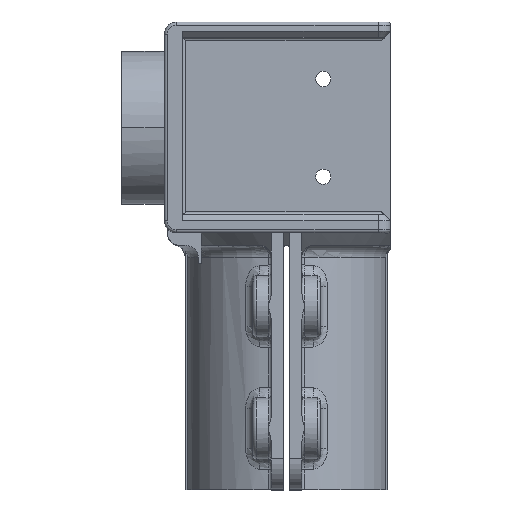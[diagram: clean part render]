
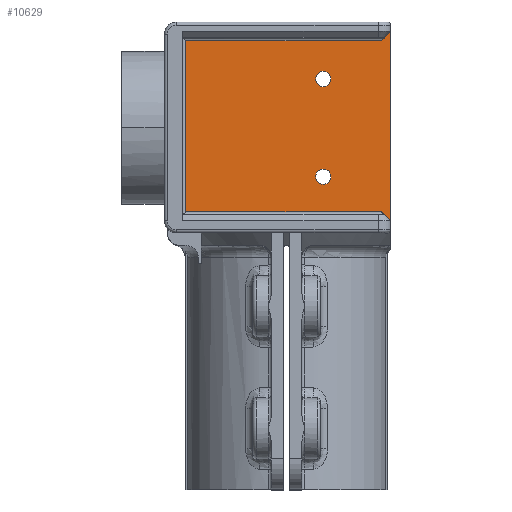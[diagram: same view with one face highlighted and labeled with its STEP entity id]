
A CAD part, top view. The second image highlights one B-rep face of the part: STEP entity #10629.
In plain terms, the highlighted planar face has unit normal (0, 0, 1).
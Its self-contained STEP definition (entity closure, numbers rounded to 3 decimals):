
#2075=DIRECTION('',(0.707,-0.707,0.));
#2076=VECTOR('',#2075,2.121);
#2077=CARTESIAN_POINT('',(15.5,0.5,-11.));
#2078=LINE('',#2077,#2076);
#3602=DIRECTION('',(-1.,0.,0.));
#3603=VECTOR('',#3602,32.);
#3604=CARTESIAN_POINT('',(15.5,28.5,-11.));
#3605=LINE('',#3604,#3603);
#3606=DIRECTION('',(0.,-1.,0.));
#3607=VECTOR('',#3606,31.);
#3608=CARTESIAN_POINT('',(17.,30.,-11.));
#3609=LINE('',#3608,#3607);
#3610=DIRECTION('',(1.,0.,0.));
#3611=VECTOR('',#3610,32.);
#3612=CARTESIAN_POINT('',(-16.5,0.5,-11.));
#3613=LINE('',#3612,#3611);
#3614=DIRECTION('',(0.,1.,0.));
#3615=VECTOR('',#3614,28.);
#3616=CARTESIAN_POINT('',(-16.5,0.5,-11.));
#3617=LINE('',#3616,#3615);
#3618=CARTESIAN_POINT('',(6.,22.25,-11.));
#3619=DIRECTION('',(0.,0.,-1.));
#3620=DIRECTION('',(-1.,0.,0.));
#3621=AXIS2_PLACEMENT_3D('',#3618,#3619,#3620);
#3623=CARTESIAN_POINT('',(6.,22.25,-11.));
#3624=DIRECTION('',(0.,0.,-1.));
#3625=DIRECTION('',(1.,0.,0.));
#3626=AXIS2_PLACEMENT_3D('',#3623,#3624,#3625);
#3628=CARTESIAN_POINT('',(6.,6.25,-11.));
#3629=DIRECTION('',(0.,0.,-1.));
#3630=DIRECTION('',(-1.,0.,0.));
#3631=AXIS2_PLACEMENT_3D('',#3628,#3629,#3630);
#3633=CARTESIAN_POINT('',(6.,6.25,-11.));
#3634=DIRECTION('',(0.,0.,-1.));
#3635=DIRECTION('',(1.,0.,0.));
#3636=AXIS2_PLACEMENT_3D('',#3633,#3634,#3635);
#3638=DIRECTION('',(-0.707,-0.707,0.));
#3639=VECTOR('',#3638,2.121);
#3640=CARTESIAN_POINT('',(17.,30.,-11.));
#3641=LINE('',#3640,#3639);
#6331=CARTESIAN_POINT('',(17.,-1.,-11.));
#6333=VERTEX_POINT('',#6331);
#6345=CARTESIAN_POINT('',(17.,30.,-11.));
#6347=VERTEX_POINT('',#6345);
#6358=CARTESIAN_POINT('',(15.5,28.5,-11.));
#6359=CARTESIAN_POINT('',(-16.5,28.5,-11.));
#6360=VERTEX_POINT('',#6358);
#6361=VERTEX_POINT('',#6359);
#6366=CARTESIAN_POINT('',(-16.5,0.5,-11.));
#6367=VERTEX_POINT('',#6366);
#6372=CARTESIAN_POINT('',(15.5,0.5,-11.));
#6373=VERTEX_POINT('',#6372);
#6374=CARTESIAN_POINT('',(4.75,22.25,-11.));
#6375=CARTESIAN_POINT('',(7.25,22.25,-11.));
#6376=VERTEX_POINT('',#6374);
#6377=VERTEX_POINT('',#6375);
#6378=CARTESIAN_POINT('',(4.75,6.25,-11.));
#6379=CARTESIAN_POINT('',(7.25,6.25,-11.));
#6380=VERTEX_POINT('',#6378);
#6381=VERTEX_POINT('',#6379);
#10601=CARTESIAN_POINT('',(-17.,0.,-11.));
#10602=DIRECTION('',(0.,0.,1.));
#10603=DIRECTION('',(1.,0.,0.));
#10604=AXIS2_PLACEMENT_3D('',#10601,#10602,#10603);
#10605=PLANE('',#10604);
#10606=ORIENTED_EDGE('',*,*,#10591,.F.);
#10608=ORIENTED_EDGE('',*,*,#10607,.F.);
#10609=ORIENTED_EDGE('',*,*,#8392,.T.);
#10610=ORIENTED_EDGE('',*,*,#8429,.F.);
#10612=ORIENTED_EDGE('',*,*,#10611,.F.);
#10614=ORIENTED_EDGE('',*,*,#10613,.T.);
#10615=EDGE_LOOP('',(#10606,#10608,#10609,#10610,#10612,#10614));
#10616=FACE_OUTER_BOUND('',#10615,.F.);
#10618=ORIENTED_EDGE('',*,*,#10617,.F.);
#10620=ORIENTED_EDGE('',*,*,#10619,.F.);
#10621=EDGE_LOOP('',(#10618,#10620));
#10622=FACE_BOUND('',#10621,.F.);
#10624=ORIENTED_EDGE('',*,*,#10623,.F.);
#10626=ORIENTED_EDGE('',*,*,#10625,.F.);
#10627=EDGE_LOOP('',(#10624,#10626));
#10628=FACE_BOUND('',#10627,.F.);
#10629=ADVANCED_FACE('',(#10616,#10622,#10628),#10605,.T.);
#3622=CIRCLE('',#3621,1.25);
#3627=CIRCLE('',#3626,1.25);
#3632=CIRCLE('',#3631,1.25);
#3637=CIRCLE('',#3636,1.25);
#8392=EDGE_CURVE('',#6347,#6333,#3609,.T.);
#8429=EDGE_CURVE('',#6373,#6333,#2078,.T.);
#10591=EDGE_CURVE('',#6360,#6361,#3605,.T.);
#10607=EDGE_CURVE('',#6347,#6360,#3641,.T.);
#10611=EDGE_CURVE('',#6367,#6373,#3613,.T.);
#10613=EDGE_CURVE('',#6367,#6361,#3617,.T.);
#10617=EDGE_CURVE('',#6376,#6377,#3622,.T.);
#10619=EDGE_CURVE('',#6377,#6376,#3627,.T.);
#10623=EDGE_CURVE('',#6380,#6381,#3632,.T.);
#10625=EDGE_CURVE('',#6381,#6380,#3637,.T.);
